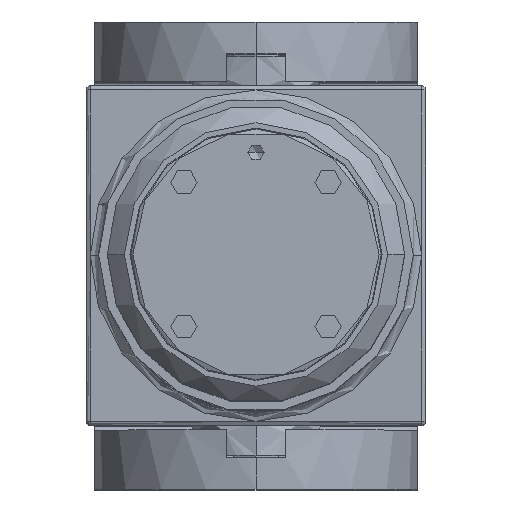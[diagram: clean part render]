
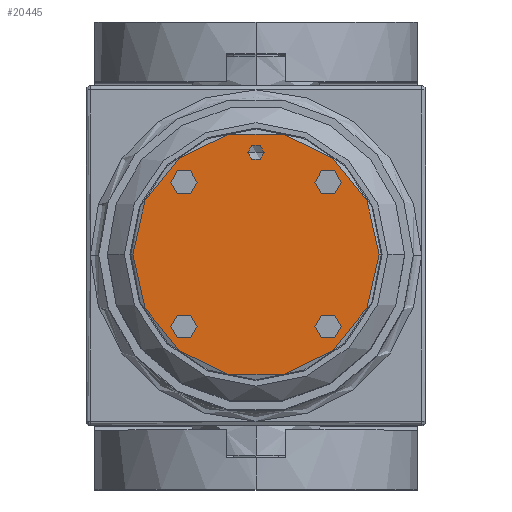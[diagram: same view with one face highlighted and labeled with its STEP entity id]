
A CAD part, top view. The second image highlights one B-rep face of the part: STEP entity #20445.
In plain terms, the highlighted planar face has unit normal (0, 0, 1).
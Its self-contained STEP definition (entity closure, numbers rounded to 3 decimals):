
#233 = CIRCLE ( 'NONE', #23745, 1.55 ) ;
#711 = FACE_BOUND ( 'NONE', #13764, .T. ) ;
#952 = CARTESIAN_POINT ( 'NONE',  ( 6.935, -8.485, 83. ) ) ;
#1580 = CIRCLE ( 'NONE', #10254, 1.55 ) ;
#2176 = EDGE_CURVE ( 'NONE', #24091, #10600, #16005, .T. ) ;
#2443 = CARTESIAN_POINT ( 'NONE',  ( 0., 0., 83. ) ) ;
#2471 = AXIS2_PLACEMENT_3D ( 'NONE', #12125, #2575, #2649 ) ;
#2500 = FACE_BOUND ( 'NONE', #6978, .T. ) ;
#2575 = DIRECTION ( 'NONE',  ( 0., 0., 1. ) ) ;
#2649 = DIRECTION ( 'NONE',  ( 1., 0., 0. ) ) ;
#2655 = EDGE_CURVE ( 'NONE', #21108, #7561, #233, .T. ) ;
#2706 = DIRECTION ( 'NONE',  ( 0., 0., 1. ) ) ;
#2746 = EDGE_CURVE ( 'NONE', #11907, #12949, #11250, .T. ) ;
#2773 = AXIS2_PLACEMENT_3D ( 'NONE', #24474, #18836, #11369 ) ;
#3439 = VERTEX_POINT ( 'NONE', #6600 ) ;
#3520 = DIRECTION ( 'NONE',  ( 0., 0., 1. ) ) ;
#3526 = AXIS2_PLACEMENT_3D ( 'NONE', #19767, #16120, #12571 ) ;
#3583 = ORIENTED_EDGE ( 'NONE', *, *, #17386, .F. ) ;
#4275 = FACE_BOUND ( 'NONE', #8910, .T. ) ;
#4391 = ORIENTED_EDGE ( 'NONE', *, *, #4612, .F. ) ;
#4557 = DIRECTION ( 'NONE',  ( 0., 0., 1. ) ) ;
#4612 = EDGE_CURVE ( 'NONE', #13810, #24239, #19743, .T. ) ;
#4797 = AXIS2_PLACEMENT_3D ( 'NONE', #24079, #11053, #5228 ) ;
#4858 = CARTESIAN_POINT ( 'NONE',  ( 10.035, -8.485, 83. ) ) ;
#4937 = CIRCLE ( 'NONE', #22243, 1.55 ) ;
#5228 = DIRECTION ( 'NONE',  ( 1., 0., 0. ) ) ;
#5254 = CIRCLE ( 'NONE', #16561, 1.55 ) ;
#6124 = EDGE_CURVE ( 'NONE', #12570, #24604, #22081, .T. ) ;
#6363 = EDGE_CURVE ( 'NONE', #12949, #11907, #1580, .T. ) ;
#6420 = CIRCLE ( 'NONE', #3526, 1.55 ) ;
#6600 = CARTESIAN_POINT ( 'NONE',  ( 6.935, 8.485, 83. ) ) ;
#6656 = CARTESIAN_POINT ( 'NONE',  ( 14.5, 0., 83. ) ) ;
#6692 = DIRECTION ( 'NONE',  ( 0., 0., 1. ) ) ;
#6939 = CARTESIAN_POINT ( 'NONE',  ( 0., 0., 83. ) ) ;
#6978 = EDGE_LOOP ( 'NONE', ( #4391, #14073 ) ) ;
#7241 = FACE_OUTER_BOUND ( 'NONE', #23373, .T. ) ;
#7326 = DIRECTION ( 'NONE',  ( -1., 0., 0. ) ) ;
#7430 = AXIS2_PLACEMENT_3D ( 'NONE', #8365, #4557, #23238 ) ;
#7524 = FACE_BOUND ( 'NONE', #17412, .T. ) ;
#7561 = VERTEX_POINT ( 'NONE', #4858 ) ;
#7626 = CIRCLE ( 'NONE', #4797, 0.95 ) ;
#7867 = EDGE_CURVE ( 'NONE', #7561, #21108, #20839, .T. ) ;
#8297 = AXIS2_PLACEMENT_3D ( 'NONE', #13345, #13095, #13174 ) ;
#8365 = CARTESIAN_POINT ( 'NONE',  ( 8.485, -8.485, 83. ) ) ;
#8454 = AXIS2_PLACEMENT_3D ( 'NONE', #2443, #13940, #12085 ) ;
#8471 = CARTESIAN_POINT ( 'NONE',  ( 0.95, 12., 83. ) ) ;
#8910 = EDGE_LOOP ( 'NONE', ( #23762, #15893 ) ) ;
#9213 = EDGE_CURVE ( 'NONE', #3439, #13059, #4937, .T. ) ;
#9449 = PLANE ( 'NONE',  #2773 ) ;
#9566 = AXIS2_PLACEMENT_3D ( 'NONE', #6939, #6692, #22005 ) ;
#9624 = CARTESIAN_POINT ( 'NONE',  ( -8.485, -8.485, 83. ) ) ;
#10254 = AXIS2_PLACEMENT_3D ( 'NONE', #20722, #3520, #18714 ) ;
#10286 = ORIENTED_EDGE ( 'NONE', *, *, #2176, .T. ) ;
#10600 = VERTEX_POINT ( 'NONE', #21697 ) ;
#10780 = CARTESIAN_POINT ( 'NONE',  ( -10.035, 8.485, 83. ) ) ;
#11053 = DIRECTION ( 'NONE',  ( 0., 0., 1. ) ) ;
#11220 = CARTESIAN_POINT ( 'NONE',  ( -6.935, -8.485, 83. ) ) ;
#11250 = CIRCLE ( 'NONE', #8297, 1.55 ) ;
#11369 = DIRECTION ( 'NONE',  ( 1., 0., 0. ) ) ;
#11588 = ORIENTED_EDGE ( 'NONE', *, *, #2655, .F. ) ;
#11623 = ORIENTED_EDGE ( 'NONE', *, *, #9213, .F. ) ;
#11735 = CARTESIAN_POINT ( 'NONE',  ( -10.035, -8.485, 83. ) ) ;
#11772 = CARTESIAN_POINT ( 'NONE',  ( -6.935, 8.485, 83. ) ) ;
#11907 = VERTEX_POINT ( 'NONE', #11772 ) ;
#12085 = DIRECTION ( 'NONE',  ( 1., 0., 0. ) ) ;
#12125 = CARTESIAN_POINT ( 'NONE',  ( 0., 12., 83. ) ) ;
#12570 = VERTEX_POINT ( 'NONE', #24590 ) ;
#12571 = DIRECTION ( 'NONE',  ( 0., -1., 0. ) ) ;
#12949 = VERTEX_POINT ( 'NONE', #10780 ) ;
#13059 = VERTEX_POINT ( 'NONE', #22553 ) ;
#13095 = DIRECTION ( 'NONE',  ( 0., 0., 1. ) ) ;
#13174 = DIRECTION ( 'NONE',  ( 1., 0., 0. ) ) ;
#13210 = DIRECTION ( 'NONE',  ( 0., 1., 0. ) ) ;
#13345 = CARTESIAN_POINT ( 'NONE',  ( -8.485, 8.485, 83. ) ) ;
#13764 = EDGE_LOOP ( 'NONE', ( #24635, #11588 ) ) ;
#13810 = VERTEX_POINT ( 'NONE', #11220 ) ;
#13940 = DIRECTION ( 'NONE',  ( 0., 0., 1. ) ) ;
#14073 = ORIENTED_EDGE ( 'NONE', *, *, #16415, .F. ) ;
#14103 = CARTESIAN_POINT ( 'NONE',  ( 8.485, 8.485, 83. ) ) ;
#15848 = ORIENTED_EDGE ( 'NONE', *, *, #17801, .T. ) ;
#15893 = ORIENTED_EDGE ( 'NONE', *, *, #6363, .F. ) ;
#16005 = CIRCLE ( 'NONE', #8454, 14.5 ) ;
#16065 = DIRECTION ( 'NONE',  ( 0., -1., 0. ) ) ;
#16120 = DIRECTION ( 'NONE',  ( 0., 0., 1. ) ) ;
#16415 = EDGE_CURVE ( 'NONE', #24239, #13810, #5254, .T. ) ;
#16466 = FACE_BOUND ( 'NONE', #17233, .T. ) ;
#16480 = DIRECTION ( 'NONE',  ( 0., 0., 1. ) ) ;
#16561 = AXIS2_PLACEMENT_3D ( 'NONE', #9624, #16987, #13210 ) ;
#16987 = DIRECTION ( 'NONE',  ( 0., 0., 1. ) ) ;
#17233 = EDGE_LOOP ( 'NONE', ( #18171, #11623 ) ) ;
#17286 = EDGE_CURVE ( 'NONE', #13059, #3439, #6420, .T. ) ;
#17386 = EDGE_CURVE ( 'NONE', #24604, #12570, #7626, .T. ) ;
#17412 = EDGE_LOOP ( 'NONE', ( #3583, #18261 ) ) ;
#17801 = EDGE_CURVE ( 'NONE', #10600, #24091, #21006, .T. ) ;
#18028 = DIRECTION ( 'NONE',  ( 0., 1., 0. ) ) ;
#18171 = ORIENTED_EDGE ( 'NONE', *, *, #17286, .F. ) ;
#18261 = ORIENTED_EDGE ( 'NONE', *, *, #6124, .F. ) ;
#18714 = DIRECTION ( 'NONE',  ( 1., 0., 0. ) ) ;
#18836 = DIRECTION ( 'NONE',  ( 0., 0., 1. ) ) ;
#19743 = CIRCLE ( 'NONE', #23443, 1.55 ) ;
#19767 = CARTESIAN_POINT ( 'NONE',  ( 8.485, 8.485, 83. ) ) ;
#20041 = CARTESIAN_POINT ( 'NONE',  ( 8.485, -8.485, 83. ) ) ;
#20445 = ADVANCED_FACE ( 'NONE', ( #7241, #7524, #16466, #711, #2500, #4275 ), #9449, .T. ) ;
#20722 = CARTESIAN_POINT ( 'NONE',  ( -8.485, 8.485, 83. ) ) ;
#20839 = CIRCLE ( 'NONE', #7430, 1.55 ) ;
#21006 = CIRCLE ( 'NONE', #9566, 14.5 ) ;
#21108 = VERTEX_POINT ( 'NONE', #952 ) ;
#21697 = CARTESIAN_POINT ( 'NONE',  ( -14.5, 0., 83. ) ) ;
#21893 = CARTESIAN_POINT ( 'NONE',  ( -8.485, -8.485, 83. ) ) ;
#21899 = DIRECTION ( 'NONE',  ( 0., 0., 1. ) ) ;
#22005 = DIRECTION ( 'NONE',  ( 1., 0., 0. ) ) ;
#22081 = CIRCLE ( 'NONE', #2471, 0.95 ) ;
#22243 = AXIS2_PLACEMENT_3D ( 'NONE', #14103, #2706, #16065 ) ;
#22553 = CARTESIAN_POINT ( 'NONE',  ( 10.035, 8.485, 83. ) ) ;
#23238 = DIRECTION ( 'NONE',  ( -1., 0., 0. ) ) ;
#23373 = EDGE_LOOP ( 'NONE', ( #15848, #10286 ) ) ;
#23443 = AXIS2_PLACEMENT_3D ( 'NONE', #21893, #16480, #18028 ) ;
#23745 = AXIS2_PLACEMENT_3D ( 'NONE', #20041, #21899, #7326 ) ;
#23762 = ORIENTED_EDGE ( 'NONE', *, *, #2746, .F. ) ;
#24079 = CARTESIAN_POINT ( 'NONE',  ( 0., 12., 83. ) ) ;
#24091 = VERTEX_POINT ( 'NONE', #6656 ) ;
#24239 = VERTEX_POINT ( 'NONE', #11735 ) ;
#24474 = CARTESIAN_POINT ( 'NONE',  ( 0., 0., 83. ) ) ;
#24590 = CARTESIAN_POINT ( 'NONE',  ( -0.95, 12., 83. ) ) ;
#24604 = VERTEX_POINT ( 'NONE', #8471 ) ;
#24635 = ORIENTED_EDGE ( 'NONE', *, *, #7867, .F. ) ;
